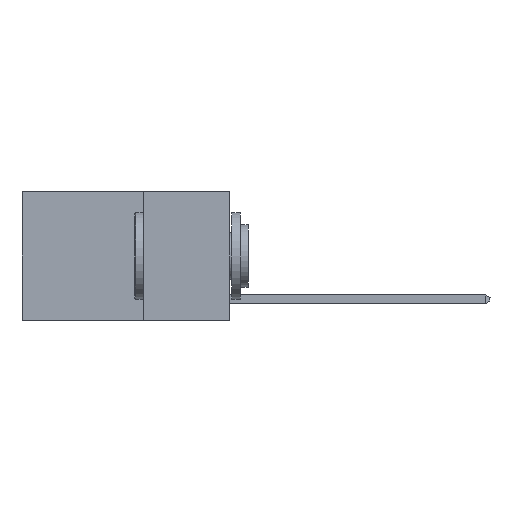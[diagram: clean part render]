
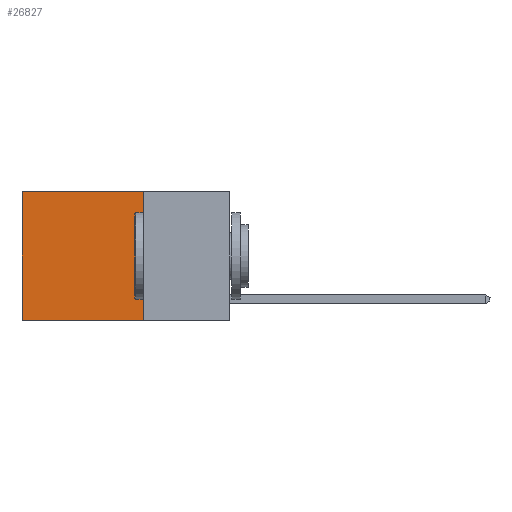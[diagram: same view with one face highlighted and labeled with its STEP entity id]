
A CAD part, left-side view. The second image highlights one B-rep face of the part: STEP entity #26827.
In plain terms, the highlighted planar face has unit normal (-1, 0, 0).
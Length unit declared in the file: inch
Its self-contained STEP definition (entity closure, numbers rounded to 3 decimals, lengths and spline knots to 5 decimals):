
#727 = DIRECTION ( 'NONE',  ( 0., 0., -1. ) ) ;
#1684 = VERTEX_POINT ( 'NONE', #13648 ) ;
#1685 = ORIENTED_EDGE ( 'NONE', *, *, #28766, .F. ) ;
#1864 = VERTEX_POINT ( 'NONE', #5020 ) ;
#2204 = CARTESIAN_POINT ( 'NONE',  ( 0.2625, 0.25, 0. ) ) ;
#2621 = LINE ( 'NONE', #12049, #10593 ) ;
#4205 = EDGE_CURVE ( 'NONE', #18457, #1864, #24673, .T. ) ;
#4559 = ORIENTED_EDGE ( 'NONE', *, *, #4205, .T. ) ;
#5020 = CARTESIAN_POINT ( 'NONE',  ( 0.2625, 0.6, -0.37 ) ) ;
#7882 = VECTOR ( 'NONE', #11627, 39.37008 ) ;
#8002 = CARTESIAN_POINT ( 'NONE',  ( 0.2625, 0.25, -0.37 ) ) ;
#8039 = CARTESIAN_POINT ( 'NONE',  ( 0.2625, 0.25, -0.37 ) ) ;
#8564 = VECTOR ( 'NONE', #727, 39.37008 ) ;
#8930 = VECTOR ( 'NONE', #12944, 39.37008 ) ;
#9152 = DIRECTION ( 'NONE',  ( 0., 0., -1. ) ) ;
#10593 = VECTOR ( 'NONE', #28613, 39.37008 ) ;
#11569 = EDGE_LOOP ( 'NONE', ( #4559, #15871, #1685, #26253 ) ) ;
#11624 = CARTESIAN_POINT ( 'NONE',  ( 0.2625, 0.25, 0. ) ) ;
#11627 = DIRECTION ( 'NONE',  ( 0., 1., 0. ) ) ;
#12049 = CARTESIAN_POINT ( 'NONE',  ( 0.2625, 0.25, 0. ) ) ;
#12928 = CARTESIAN_POINT ( 'NONE',  ( 0.2625, 0.6, 0. ) ) ;
#12944 = DIRECTION ( 'NONE',  ( 0., 1., 0. ) ) ;
#13648 = CARTESIAN_POINT ( 'NONE',  ( 0.2625, 0.25, 0. ) ) ;
#14687 = EDGE_CURVE ( 'NONE', #1684, #18457, #21524, .T. ) ;
#15240 = EDGE_CURVE ( 'NONE', #27210, #1864, #19455, .T. ) ;
#15871 = ORIENTED_EDGE ( 'NONE', *, *, #15240, .F. ) ;
#18430 = FACE_OUTER_BOUND ( 'NONE', #11569, .T. ) ;
#18457 = VERTEX_POINT ( 'NONE', #29196 ) ;
#19455 = LINE ( 'NONE', #8002, #8930 ) ;
#21524 = LINE ( 'NONE', #2204, #7882 ) ;
#22443 = AXIS2_PLACEMENT_3D ( 'NONE', #11624, #30050, #9152 ) ;
#24673 = LINE ( 'NONE', #12928, #8564 ) ;
#26253 = ORIENTED_EDGE ( 'NONE', *, *, #14687, .T. ) ;
#26827 = ADVANCED_FACE ( 'NONE', ( #18430 ), #27866, .F. ) ;
#27210 = VERTEX_POINT ( 'NONE', #8039 ) ;
#27866 = PLANE ( 'NONE',  #22443 ) ;
#28613 = DIRECTION ( 'NONE',  ( 0., 0., -1. ) ) ;
#28766 = EDGE_CURVE ( 'NONE', #1684, #27210, #2621, .T. ) ;
#29196 = CARTESIAN_POINT ( 'NONE',  ( 0.2625, 0.6, 0. ) ) ;
#30050 = DIRECTION ( 'NONE',  ( 1., 0., 0. ) ) ;
